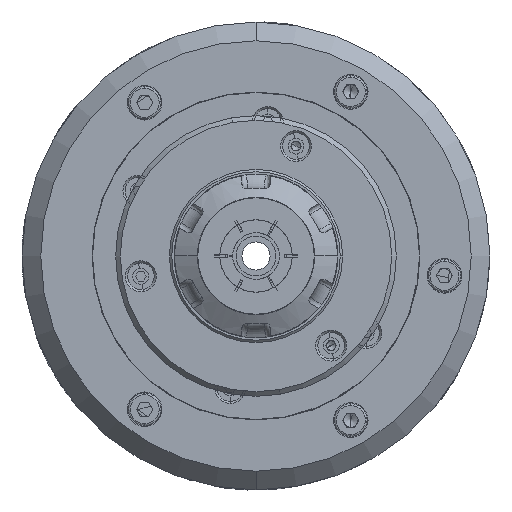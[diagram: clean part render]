
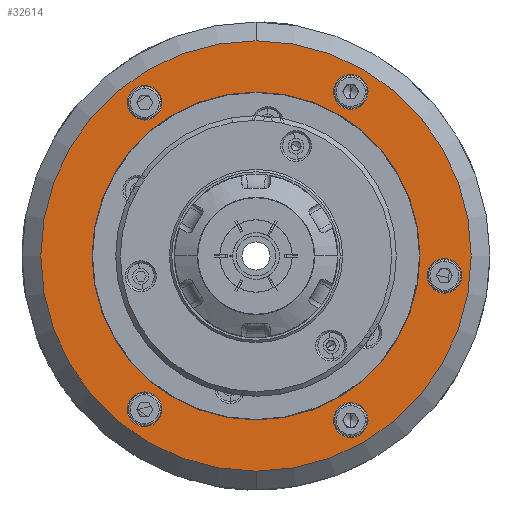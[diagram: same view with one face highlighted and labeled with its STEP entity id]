
A CAD part, left-side view. The second image highlights one B-rep face of the part: STEP entity #32614.
In plain terms, the highlighted planar face has unit normal (-1, 0, 0).
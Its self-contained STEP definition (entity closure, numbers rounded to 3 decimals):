
#1750 = DIRECTION ( 'NONE',  ( 0., 0., 1. ) ) ;
#1751 = DIRECTION ( 'NONE',  ( 1., 0., 0. ) ) ;
#1753 = CARTESIAN_POINT ( 'NONE',  ( -240.3, 0., 0. ) ) ;
#1812 = DIRECTION ( 'NONE',  ( 0., 0., 1. ) ) ;
#1814 = DIRECTION ( 'NONE',  ( -1., 0., 0. ) ) ;
#1815 = CARTESIAN_POINT ( 'NONE',  ( -240.3, -40.278, -4.233 ) ) ;
#1837 = DIRECTION ( 'NONE',  ( 0., 0., 1. ) ) ;
#1839 = DIRECTION ( 'NONE',  ( -1., 0., 0. ) ) ;
#1841 = CARTESIAN_POINT ( 'NONE',  ( -240.3, -20.25, -35.074 ) ) ;
#1875 = DIRECTION ( 'NONE',  ( 0., 0., 1. ) ) ;
#1877 = DIRECTION ( 'NONE',  ( -1., 0., 0. ) ) ;
#1879 = CARTESIAN_POINT ( 'NONE',  ( -240.3, -20.25, 35.074 ) ) ;
#1908 = DIRECTION ( 'NONE',  ( 0., 0., 1. ) ) ;
#1909 = DIRECTION ( 'NONE',  ( -1., 0., 0. ) ) ;
#1911 = CARTESIAN_POINT ( 'NONE',  ( -240.3, 23.805, 32.765 ) ) ;
#1936 = DIRECTION ( 'NONE',  ( 0., 0., 1. ) ) ;
#1937 = DIRECTION ( 'NONE',  ( -1., 0., 0. ) ) ;
#1939 = CARTESIAN_POINT ( 'NONE',  ( -240.3, 23.805, -32.765 ) ) ;
#3063 = DIRECTION ( 'NONE',  ( 0., 0., 1. ) ) ;
#3064 = DIRECTION ( 'NONE',  ( -1., 0., 0. ) ) ;
#3065 = CARTESIAN_POINT ( 'NONE',  ( -240.3, 23.805, -32.765 ) ) ;
#3066 = DIRECTION ( 'NONE',  ( 0., 0., 1. ) ) ;
#3067 = DIRECTION ( 'NONE',  ( -1., 0., 0. ) ) ;
#3068 = CARTESIAN_POINT ( 'NONE',  ( -240.3, 23.805, 32.765 ) ) ;
#3083 = DIRECTION ( 'NONE',  ( 0., 0., 1. ) ) ;
#3084 = DIRECTION ( 'NONE',  ( -1., 0., 0. ) ) ;
#3085 = CARTESIAN_POINT ( 'NONE',  ( -240.3, -20.25, -35.074 ) ) ;
#3086 = DIRECTION ( 'NONE',  ( 0., 0., 1. ) ) ;
#3087 = DIRECTION ( 'NONE',  ( -1., 0., 0. ) ) ;
#3088 = CARTESIAN_POINT ( 'NONE',  ( -240.3, -20.25, 35.074 ) ) ;
#3089 = DIRECTION ( 'NONE',  ( 0., 0., 1. ) ) ;
#3090 = DIRECTION ( 'NONE',  ( -1., 0., 0. ) ) ;
#3091 = CARTESIAN_POINT ( 'NONE',  ( -240.3, -40.278, -4.233 ) ) ;
#3092 = DIRECTION ( 'NONE',  ( 0., 0., 1. ) ) ;
#3093 = DIRECTION ( 'NONE',  ( 1., 0., 0. ) ) ;
#3094 = CARTESIAN_POINT ( 'NONE',  ( -240.3, 0., 0. ) ) ;
#3106 = DIRECTION ( 'NONE',  ( 0., 0., 1. ) ) ;
#3107 = DIRECTION ( 'NONE',  ( -1., 0., 0. ) ) ;
#3108 = CARTESIAN_POINT ( 'NONE',  ( -240.3, 0., 0. ) ) ;
#7062 = EDGE_LOOP ( 'NONE', ( #25332, #25334 ) ) ;
#7063 = EDGE_LOOP ( 'NONE', ( #25349, #25351 ) ) ;
#7064 = EDGE_LOOP ( 'NONE', ( #25352, #25354 ) ) ;
#7065 = EDGE_LOOP ( 'NONE', ( #25339, #25340 ) ) ;
#7066 = EDGE_LOOP ( 'NONE', ( #25336, #25337 ) ) ;
#7067 = EDGE_LOOP ( 'NONE', ( #25344, #25347 ) ) ;
#7068 = EDGE_LOOP ( 'NONE', ( #25341, #25342 ) ) ;
#11195 = DIRECTION ( 'NONE',  ( 0., 0., 1. ) ) ;
#11196 = DIRECTION ( 'NONE',  ( -1., 0., 0. ) ) ;
#11197 = CARTESIAN_POINT ( 'NONE',  ( -240.3, 0., 0. ) ) ;
#15691 = CARTESIAN_POINT ( 'NONE',  ( -240.3, 0., -35.05 ) ) ;
#15706 = CARTESIAN_POINT ( 'NONE',  ( -240.3, 0., -46. ) ) ;
#15715 = CARTESIAN_POINT ( 'NONE',  ( -240.3, 23.805, -29.065 ) ) ;
#15747 = CARTESIAN_POINT ( 'NONE',  ( -240.3, 0., 46. ) ) ;
#15818 = CARTESIAN_POINT ( 'NONE',  ( -240.3, -40.278, -0.533 ) ) ;
#15844 = CARTESIAN_POINT ( 'NONE',  ( -240.3, 0., 35.05 ) ) ;
#16064 = CARTESIAN_POINT ( 'NONE',  ( -240.3, -40.278, -7.933 ) ) ;
#16850 = AXIS2_PLACEMENT_3D ( 'NONE', #1879, #1877, #1875 ) ;
#17046 = AXIS2_PLACEMENT_3D ( 'NONE', #1939, #1937, #1936 ) ;
#17166 = AXIS2_PLACEMENT_3D ( 'NONE', #1911, #1909, #1908 ) ;
#17370 = AXIS2_PLACEMENT_3D ( 'NONE', #1841, #1839, #1837 ) ;
#17739 = AXIS2_PLACEMENT_3D ( 'NONE', #1753, #1751, #1750 ) ;
#18177 = AXIS2_PLACEMENT_3D ( 'NONE', #3088, #3087, #3086 ) ;
#18205 = AXIS2_PLACEMENT_3D ( 'NONE', #3091, #3090, #3089 ) ;
#18206 = AXIS2_PLACEMENT_3D ( 'NONE', #11197, #11196, #11195 ) ;
#18225 = AXIS2_PLACEMENT_3D ( 'NONE', #3108, #3107, #3106 ) ;
#18231 = AXIS2_PLACEMENT_3D ( 'NONE', #3085, #3084, #3083 ) ;
#18248 = AXIS2_PLACEMENT_3D ( 'NONE', #3065, #3064, #3063 ) ;
#18255 = AXIS2_PLACEMENT_3D ( 'NONE', #3068, #3067, #3066 ) ;
#18263 = AXIS2_PLACEMENT_3D ( 'NONE', #3094, #3093, #3092 ) ;
#18302 = AXIS2_PLACEMENT_3D ( 'NONE', #1815, #1814, #1812 ) ;
#20193 = CIRCLE ( 'NONE', #17739, 35.05 ) ;
#20204 = CIRCLE ( 'NONE', #18302, 3.7 ) ;
#20209 = CIRCLE ( 'NONE', #17370, 3.7 ) ;
#20215 = CIRCLE ( 'NONE', #16850, 3.7 ) ;
#20221 = CIRCLE ( 'NONE', #17166, 3.7 ) ;
#20233 = CIRCLE ( 'NONE', #17046, 3.7 ) ;
#20280 = CIRCLE ( 'NONE', #18248, 3.7 ) ;
#20283 = CIRCLE ( 'NONE', #18255, 3.7 ) ;
#20287 = CIRCLE ( 'NONE', #18177, 3.7 ) ;
#20288 = CIRCLE ( 'NONE', #18231, 3.7 ) ;
#20289 = CIRCLE ( 'NONE', #18205, 3.7 ) ;
#20292 = CIRCLE ( 'NONE', #18263, 35.05 ) ;
#20295 = CIRCLE ( 'NONE', #18225, 46. ) ;
#20552 = CIRCLE ( 'NONE', #18206, 46. ) ;
#21838 = DIRECTION ( 'NONE',  ( 0., 0., 1. ) ) ;
#21840 = CARTESIAN_POINT ( 'NONE',  ( -240.3, 50., 0. ) ) ;
#21847 = PLANE ( 'NONE',  #25191 ) ;
#21858 = DIRECTION ( 'NONE',  ( -1., 0., 0. ) ) ;
#22227 = CARTESIAN_POINT ( 'NONE',  ( -240.3, -20.25, -38.774 ) ) ;
#22303 = CARTESIAN_POINT ( 'NONE',  ( -240.3, -20.25, 31.374 ) ) ;
#22382 = CARTESIAN_POINT ( 'NONE',  ( -240.3, -20.25, 38.774 ) ) ;
#22406 = CARTESIAN_POINT ( 'NONE',  ( -240.3, 23.805, 36.465 ) ) ;
#22449 = CARTESIAN_POINT ( 'NONE',  ( -240.3, -20.25, -31.374 ) ) ;
#22472 = CARTESIAN_POINT ( 'NONE',  ( -240.3, 23.805, 29.065 ) ) ;
#22543 = CARTESIAN_POINT ( 'NONE',  ( -240.3, 23.805, -36.465 ) ) ;
#25191 = AXIS2_PLACEMENT_3D ( 'NONE', #21840, #21858, #21838 ) ;
#25295 = VERTEX_POINT ( 'NONE', #16064 ) ;
#25332 = ORIENTED_EDGE ( 'NONE', *, *, #37210, .T. ) ;
#25334 = ORIENTED_EDGE ( 'NONE', *, *, #37125, .T. ) ;
#25336 = ORIENTED_EDGE ( 'NONE', *, *, #37120, .T. ) ;
#25337 = ORIENTED_EDGE ( 'NONE', *, *, #36897, .T. ) ;
#25339 = ORIENTED_EDGE ( 'NONE', *, *, #37126, .F. ) ;
#25340 = ORIENTED_EDGE ( 'NONE', *, *, #37202, .F. ) ;
#25341 = ORIENTED_EDGE ( 'NONE', *, *, #37128, .F. ) ;
#25342 = ORIENTED_EDGE ( 'NONE', *, *, #37199, .F. ) ;
#25344 = ORIENTED_EDGE ( 'NONE', *, *, #37127, .F. ) ;
#25347 = ORIENTED_EDGE ( 'NONE', *, *, #37195, .F. ) ;
#25349 = ORIENTED_EDGE ( 'NONE', *, *, #37133, .F. ) ;
#25351 = ORIENTED_EDGE ( 'NONE', *, *, #37191, .F. ) ;
#25352 = ORIENTED_EDGE ( 'NONE', *, *, #37134, .F. ) ;
#25354 = ORIENTED_EDGE ( 'NONE', *, *, #37187, .F. ) ;
#25964 = VERTEX_POINT ( 'NONE', #15844 ) ;
#26017 = VERTEX_POINT ( 'NONE', #15818 ) ;
#26202 = VERTEX_POINT ( 'NONE', #15747 ) ;
#26260 = VERTEX_POINT ( 'NONE', #15715 ) ;
#26269 = VERTEX_POINT ( 'NONE', #15706 ) ;
#26308 = VERTEX_POINT ( 'NONE', #15691 ) ;
#26506 = VERTEX_POINT ( 'NONE', #22543 ) ;
#26590 = VERTEX_POINT ( 'NONE', #22449 ) ;
#26665 = VERTEX_POINT ( 'NONE', #22472 ) ;
#26673 = VERTEX_POINT ( 'NONE', #22406 ) ;
#26701 = VERTEX_POINT ( 'NONE', #22382 ) ;
#26758 = VERTEX_POINT ( 'NONE', #22303 ) ;
#26858 = VERTEX_POINT ( 'NONE', #22227 ) ;
#32614 = ADVANCED_FACE ( 'NONE', ( #35569, #35564, #35568, #35565, #35562, #35566, #35560 ), #21847, .T. ) ;
#35560 = FACE_BOUND ( 'NONE', #7064, .T. ) ;
#35562 = FACE_BOUND ( 'NONE', #7067, .T. ) ;
#35564 = FACE_OUTER_BOUND ( 'NONE', #7066, .T. ) ;
#35565 = FACE_BOUND ( 'NONE', #7068, .T. ) ;
#35566 = FACE_BOUND ( 'NONE', #7063, .T. ) ;
#35568 = FACE_BOUND ( 'NONE', #7065, .T. ) ;
#35569 = FACE_BOUND ( 'NONE', #7062, .T. ) ;
#36897 = EDGE_CURVE ( 'NONE', #26202, #26269, #20552, .T. ) ;
#37120 = EDGE_CURVE ( 'NONE', #26269, #26202, #20295, .T. ) ;
#37125 = EDGE_CURVE ( 'NONE', #26308, #25964, #20292, .T. ) ;
#37126 = EDGE_CURVE ( 'NONE', #26017, #25295, #20289, .T. ) ;
#37127 = EDGE_CURVE ( 'NONE', #26701, #26758, #20287, .T. ) ;
#37128 = EDGE_CURVE ( 'NONE', #26590, #26858, #20288, .T. ) ;
#37133 = EDGE_CURVE ( 'NONE', #26673, #26665, #20283, .T. ) ;
#37134 = EDGE_CURVE ( 'NONE', #26260, #26506, #20280, .T. ) ;
#37187 = EDGE_CURVE ( 'NONE', #26506, #26260, #20233, .T. ) ;
#37191 = EDGE_CURVE ( 'NONE', #26665, #26673, #20221, .T. ) ;
#37195 = EDGE_CURVE ( 'NONE', #26758, #26701, #20215, .T. ) ;
#37199 = EDGE_CURVE ( 'NONE', #26858, #26590, #20209, .T. ) ;
#37202 = EDGE_CURVE ( 'NONE', #25295, #26017, #20204, .T. ) ;
#37210 = EDGE_CURVE ( 'NONE', #25964, #26308, #20193, .T. ) ;
